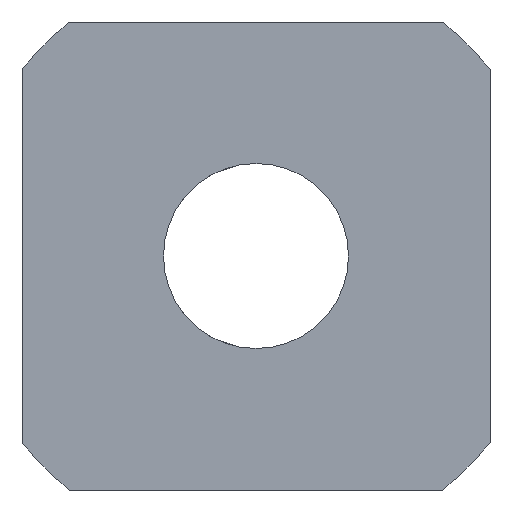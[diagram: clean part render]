
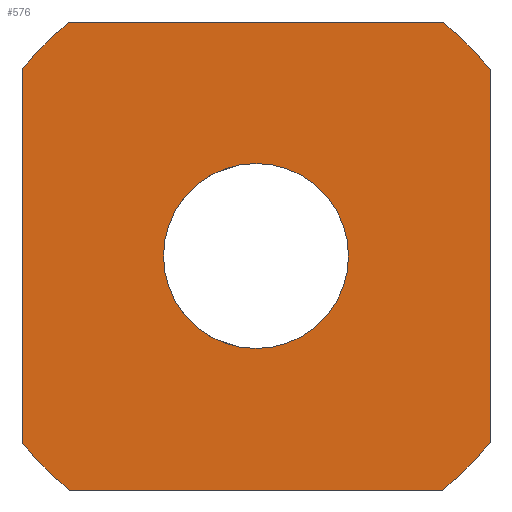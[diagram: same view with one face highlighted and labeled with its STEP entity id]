
A CAD part, left-side view. The second image highlights one B-rep face of the part: STEP entity #576.
In plain terms, the highlighted planar face has unit normal (-1, 0, 0).
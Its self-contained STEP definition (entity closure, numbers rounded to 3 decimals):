
#13=LINE($,#1169,#45);
#17=LINE($,#1178,#49);
#21=LINE($,#1187,#53);
#25=LINE($,#1196,#57);
#45=VECTOR($,#720,68.586);
#49=VECTOR($,#726,68.586);
#53=VECTOR($,#732,68.586);
#57=VECTOR($,#738,68.586);
#109=PLANE($,#627);
#135=FACE_BOUND($,#219,.T.);
#136=FACE_BOUND($,#220,.T.);
#219=EDGE_LOOP($,(#459));
#220=EDGE_LOOP($,(#460,#461,#462,#463,#464,#465,#466,#467));
#258=CIRCLE($,#606,17.);
#267=CIRCLE($,#628,55.);
#268=CIRCLE($,#629,55.);
#269=CIRCLE($,#630,55.);
#270=CIRCLE($,#631,55.);
#290=VERTEX_POINT($,#844);
#307=VERTEX_POINT($,#1167);
#308=VERTEX_POINT($,#1168);
#311=VERTEX_POINT($,#1176);
#312=VERTEX_POINT($,#1177);
#315=VERTEX_POINT($,#1185);
#316=VERTEX_POINT($,#1186);
#319=VERTEX_POINT($,#1194);
#320=VERTEX_POINT($,#1195);
#346=EDGE_CURVE($,#290,#290,#258,.T.);
#363=EDGE_CURVE($,#307,#308,#13,.T.);
#367=EDGE_CURVE($,#311,#312,#17,.T.);
#371=EDGE_CURVE($,#315,#316,#21,.T.);
#375=EDGE_CURVE($,#319,#320,#25,.T.);
#379=EDGE_CURVE($,#319,#308,#267,.T.);
#380=EDGE_CURVE($,#315,#320,#268,.T.);
#381=EDGE_CURVE($,#311,#316,#269,.T.);
#382=EDGE_CURVE($,#307,#312,#270,.T.);
#459=ORIENTED_EDGE($,*,*,#346,.T.);
#460=ORIENTED_EDGE($,*,*,#363,.T.);
#461=ORIENTED_EDGE($,*,*,#379,.F.);
#462=ORIENTED_EDGE($,*,*,#375,.T.);
#463=ORIENTED_EDGE($,*,*,#380,.F.);
#464=ORIENTED_EDGE($,*,*,#371,.T.);
#465=ORIENTED_EDGE($,*,*,#381,.F.);
#466=ORIENTED_EDGE($,*,*,#367,.T.);
#467=ORIENTED_EDGE($,*,*,#382,.F.);
#576=ADVANCED_FACE($,(#135,#136),#109,.T.);
#606=AXIS2_PLACEMENT_3D($,#845,#684,#685);
#627=AXIS2_PLACEMENT_3D($,#1202,#742,#743);
#628=AXIS2_PLACEMENT_3D($,#1203,#744,#745);
#629=AXIS2_PLACEMENT_3D($,#1204,#746,#747);
#630=AXIS2_PLACEMENT_3D($,#1205,#748,#749);
#631=AXIS2_PLACEMENT_3D($,#1206,#750,#751);
#684=DIRECTION('center_axis',(1.,0.,0.));
#685=DIRECTION('ref_axis',(0.,0.,-1.));
#720=DIRECTION($,(0.,1.,0.));
#726=DIRECTION($,(0.,0.,1.));
#732=DIRECTION($,(0.,-1.,0.));
#738=DIRECTION($,(0.,0.,-1.));
#742=DIRECTION('center_axis',(-1.,0.,0.));
#743=DIRECTION('ref_axis',(0.,0.,1.));
#744=DIRECTION('center_axis',(1.,0.,0.));
#745=DIRECTION('ref_axis',(0.,1.,0.));
#746=DIRECTION('center_axis',(1.,0.,0.));
#747=DIRECTION('ref_axis',(0.,1.,0.));
#748=DIRECTION('center_axis',(1.,0.,0.));
#749=DIRECTION('ref_axis',(0.,1.,0.));
#750=DIRECTION('center_axis',(1.,0.,0.));
#751=DIRECTION('ref_axis',(0.,1.,0.));
#844=CARTESIAN_POINT('',(0.,0.,17.));
#845=CARTESIAN_POINT('Origin',(0.,0.,0.));
#1167=CARTESIAN_POINT('',(0.,-34.293,43.));
#1168=CARTESIAN_POINT('',(0.,34.293,43.));
#1169=CARTESIAN_POINT($,(0.,0.854,43.));
#1176=CARTESIAN_POINT('',(0.,-43.,-34.293));
#1177=CARTESIAN_POINT('',(0.,-43.,34.293));
#1178=CARTESIAN_POINT($,(0.,-43.,-17.146));
#1185=CARTESIAN_POINT('',(0.,34.293,-43.));
#1186=CARTESIAN_POINT('',(0.,-34.293,-43.));
#1187=CARTESIAN_POINT($,(0.,35.146,-43.));
#1194=CARTESIAN_POINT('',(0.,43.,34.293));
#1195=CARTESIAN_POINT('',(0.,43.,-34.293));
#1196=CARTESIAN_POINT($,(0.,43.,17.146));
#1202=CARTESIAN_POINT('Origin',(0.,36.,0.));
#1203=CARTESIAN_POINT('Origin',(0.,0.,0.));
#1204=CARTESIAN_POINT('Origin',(0.,0.,0.));
#1205=CARTESIAN_POINT('Origin',(0.,0.,0.));
#1206=CARTESIAN_POINT('Origin',(0.,0.,0.));
